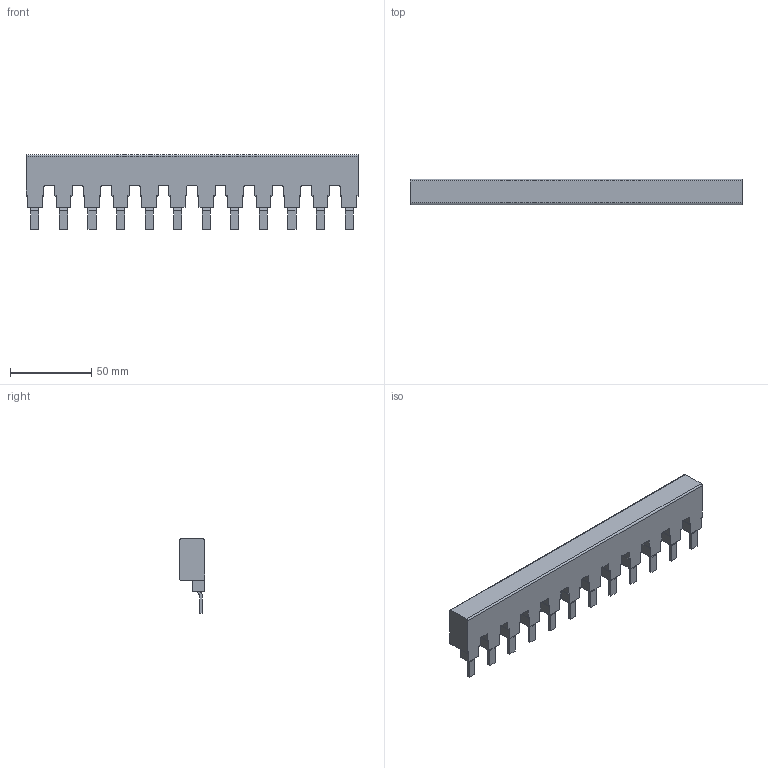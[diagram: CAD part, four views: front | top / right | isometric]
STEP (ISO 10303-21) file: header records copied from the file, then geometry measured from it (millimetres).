
FILE_DESCRIPTION((''),'2;1');
FILE_NAME('SB112320_3D_SIMPLIFIED_ASM','2016-05-17T',('gpezzani'),(''),'PRO/ENGINEER BY PARAMETRIC TECHNOLOGY CORPORATION, 2014090','PRO/ENGINEER BY PARAMETRIC TECHNOLOGY CORPORATION, 2014090','');
FILE_SCHEMA(('CONFIG_CONTROL_DESIGN'));
Length unit declared in the file: millimetre
Products named in the file (3): CORP; SIMPLIFIED_ASM; SB112320_3D_SIMPLIFIED_ASM
Assembly tree (2 placements, depth 3):
  SB112320_3D_SIMPLIFIED_ASM
    SIMPLIFIED_ASM
      CORP
Bounding box: 204.6 x 15.5 x 46 mm (x, y, z)
Volume: 80792.5 mm3; surface area: 23353 mm2
Topology: 1 solids, 1 shells, 288 faces, 778 edges, 504 vertices
Faces by surface type: plane 158, cylinder 130
Entity records: 9408 total; most frequent: CARTESIAN_POINT 1994, ORIENTED_EDGE 1556, DIRECTION 1516, EDGE_CURVE 778, VECTOR 540, LINE 540, VERTEX_POINT 504, AXIS2_PLACEMENT_3D 488
